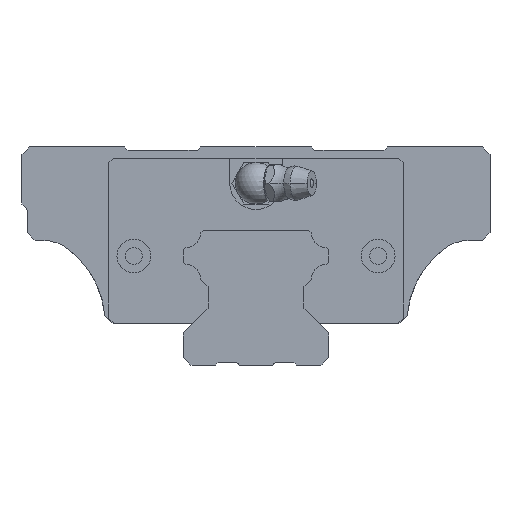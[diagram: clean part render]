
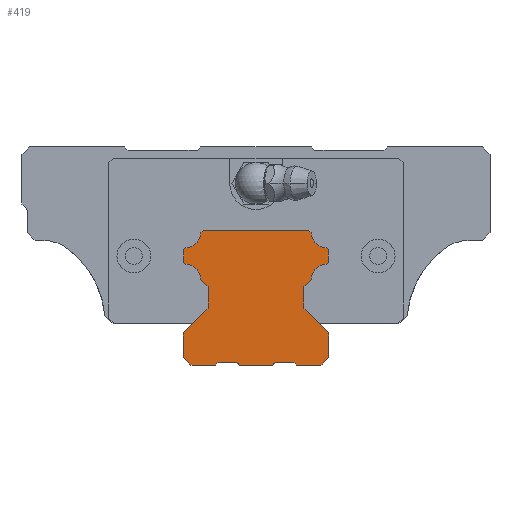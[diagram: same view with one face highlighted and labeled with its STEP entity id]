
A CAD part, front view. The second image highlights one B-rep face of the part: STEP entity #419.
In plain terms, the highlighted planar face has unit normal (0, -1, 0).
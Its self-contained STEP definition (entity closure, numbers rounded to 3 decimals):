
#419=ADVANCED_FACE('',(#949),#950,.T.);
#949=FACE_OUTER_BOUND('',#1560,.T.);
#950=PLANE('',#1561);
#1560=EDGE_LOOP('',(#3658,#3659,#3660,#3661,#3662,#3663,#3664,#3665,#3666,#3667,#3668,#3669,#3670,#3671,#3672,#3673,#3674,#3675,#3676,#3677,#3678,#3679,#3680,#3681,#3682,#3683,#3684,#3685,#3686,#3687,#3688,#3689));
#1561=AXIS2_PLACEMENT_3D('',#3690,#3691,#3692);
#3658=ORIENTED_EDGE('',*,*,#4466,.T.);
#3659=ORIENTED_EDGE('',*,*,#4467,.F.);
#3660=ORIENTED_EDGE('',*,*,#4403,.F.);
#3661=ORIENTED_EDGE('',*,*,#4338,.F.);
#3662=ORIENTED_EDGE('',*,*,#4468,.F.);
#3663=ORIENTED_EDGE('',*,*,#4422,.T.);
#3664=ORIENTED_EDGE('',*,*,#4371,.T.);
#3665=ORIENTED_EDGE('',*,*,#4411,.F.);
#3666=ORIENTED_EDGE('',*,*,#4400,.T.);
#3667=ORIENTED_EDGE('',*,*,#4458,.T.);
#3668=ORIENTED_EDGE('',*,*,#4439,.F.);
#3669=ORIENTED_EDGE('',*,*,#4445,.T.);
#3670=ORIENTED_EDGE('',*,*,#4390,.T.);
#3671=ORIENTED_EDGE('',*,*,#4395,.F.);
#3672=ORIENTED_EDGE('',*,*,#4374,.T.);
#3673=ORIENTED_EDGE('',*,*,#4461,.T.);
#3674=ORIENTED_EDGE('',*,*,#4415,.F.);
#3675=ORIENTED_EDGE('',*,*,#4426,.T.);
#3676=ORIENTED_EDGE('',*,*,#4408,.T.);
#3677=ORIENTED_EDGE('',*,*,#4432,.F.);
#3678=ORIENTED_EDGE('',*,*,#4446,.F.);
#3679=ORIENTED_EDGE('',*,*,#4393,.T.);
#3680=ORIENTED_EDGE('',*,*,#4413,.F.);
#3681=ORIENTED_EDGE('',*,*,#4460,.F.);
#3682=ORIENTED_EDGE('',*,*,#4469,.F.);
#3683=ORIENTED_EDGE('',*,*,#4387,.F.);
#3684=ORIENTED_EDGE('',*,*,#4397,.F.);
#3685=ORIENTED_EDGE('',*,*,#4465,.F.);
#3686=ORIENTED_EDGE('',*,*,#4470,.F.);
#3687=ORIENTED_EDGE('',*,*,#4471,.F.);
#3688=ORIENTED_EDGE('',*,*,#4334,.T.);
#3689=ORIENTED_EDGE('',*,*,#4472,.F.);
#3690=CARTESIAN_POINT('',(-13.679,-167.7,-18.021));
#3691=DIRECTION('',(0.0,-1.0,0.0));
#3692=DIRECTION('',(0.0,0.0,-1.0));
#4334=EDGE_CURVE('',#5432,#5430,#5433,.T.);
#4338=EDGE_CURVE('',#5438,#5440,#5441,.T.);
#4371=EDGE_CURVE('',#5503,#5501,#5504,.T.);
#4374=EDGE_CURVE('',#5508,#5506,#5509,.T.);
#4387=EDGE_CURVE('',#5525,#5527,#5528,.T.);
#4390=EDGE_CURVE('',#5532,#5530,#5533,.T.);
#4393=EDGE_CURVE('',#5537,#5535,#5538,.T.);
#4395=EDGE_CURVE('',#5508,#5530,#5540,.T.);
#4397=EDGE_CURVE('',#5541,#5525,#5543,.T.);
#4400=EDGE_CURVE('',#5547,#5545,#5548,.T.);
#4403=EDGE_CURVE('',#5440,#5551,#5552,.T.);
#4408=EDGE_CURVE('',#5555,#5557,#5559,.T.);
#4411=EDGE_CURVE('',#5547,#5501,#5562,.T.);
#4413=EDGE_CURVE('',#5563,#5535,#5565,.T.);
#4415=EDGE_CURVE('',#5566,#5568,#5569,.T.);
#4422=EDGE_CURVE('',#5578,#5503,#5579,.T.);
#4426=EDGE_CURVE('',#5566,#5555,#5584,.T.);
#4432=EDGE_CURVE('',#5591,#5557,#5593,.T.);
#4439=EDGE_CURVE('',#5602,#5604,#5605,.T.);
#4445=EDGE_CURVE('',#5602,#5532,#5612,.T.);
#4446=EDGE_CURVE('',#5537,#5591,#5613,.T.);
#4458=EDGE_CURVE('',#5545,#5604,#5628,.T.);
#4460=EDGE_CURVE('',#5629,#5563,#5631,.T.);
#4461=EDGE_CURVE('',#5506,#5568,#5632,.T.);
#4465=EDGE_CURVE('',#5635,#5541,#5637,.T.);
#4466=EDGE_CURVE('',#5638,#5639,#5640,.T.);
#4467=EDGE_CURVE('',#5551,#5639,#5641,.T.);
#4468=EDGE_CURVE('',#5578,#5438,#5642,.T.);
#4469=EDGE_CURVE('',#5527,#5629,#5643,.T.);
#4470=EDGE_CURVE('',#5644,#5635,#5645,.T.);
#4471=EDGE_CURVE('',#5432,#5644,#5646,.T.);
#4472=EDGE_CURVE('',#5638,#5430,#5647,.T.);
#5430=VERTEX_POINT('',#7167);
#5432=VERTEX_POINT('',#7170);
#5433=LINE('',#7171,#7172);
#5438=VERTEX_POINT('',#7178);
#5440=VERTEX_POINT('',#7181);
#5441=CIRCLE('',#7182,3.1);
#5501=VERTEX_POINT('',#7270);
#5503=VERTEX_POINT('',#7273);
#5504=LINE('',#7274,#7275);
#5506=VERTEX_POINT('',#7278);
#5508=VERTEX_POINT('',#7281);
#5509=LINE('',#7282,#7283);
#5525=VERTEX_POINT('',#7302);
#5527=VERTEX_POINT('',#7305);
#5528=LINE('',#7306,#7307);
#5530=VERTEX_POINT('',#7310);
#5532=VERTEX_POINT('',#7313);
#5533=LINE('',#7314,#7315);
#5535=VERTEX_POINT('',#7318);
#5537=VERTEX_POINT('',#7321);
#5538=LINE('',#7322,#7323);
#5540=LINE('',#7326,#7327);
#5541=VERTEX_POINT('',#7328);
#5543=LINE('',#7331,#7332);
#5545=VERTEX_POINT('',#7335);
#5547=VERTEX_POINT('',#7338);
#5548=LINE('',#7339,#7340);
#5551=VERTEX_POINT('',#7344);
#5552=LINE('',#7345,#7346);
#5555=VERTEX_POINT('',#7350);
#5557=VERTEX_POINT('',#7353);
#5559=LINE('',#7356,#7357);
#5562=CIRCLE('',#7360,3.1);
#5563=VERTEX_POINT('',#7361);
#5565=LINE('',#7364,#7365);
#5566=VERTEX_POINT('',#7366);
#5568=VERTEX_POINT('',#7369);
#5569=LINE('',#7370,#7371);
#5578=VERTEX_POINT('',#7384);
#5579=LINE('',#7385,#7386);
#5584=LINE('',#7393,#7394);
#5591=VERTEX_POINT('',#7403);
#5593=LINE('',#7406,#7407);
#5602=VERTEX_POINT('',#7419);
#5604=VERTEX_POINT('',#7422);
#5605=LINE('',#7423,#7424);
#5612=LINE('',#7433,#7434);
#5613=LINE('',#7435,#7436);
#5628=LINE('',#7454,#7455);
#5629=VERTEX_POINT('',#7456);
#5631=LINE('',#7459,#7460);
#5632=LINE('',#7461,#7462);
#5635=VERTEX_POINT('',#7465);
#5637=CIRCLE('',#7468,3.1);
#5638=VERTEX_POINT('',#7469);
#5639=VERTEX_POINT('',#7470);
#5640=LINE('',#7471,#7472);
#5641=LINE('',#7473,#7474);
#5642=LINE('',#7475,#7476);
#5643=LINE('',#7477,#7478);
#5644=VERTEX_POINT('',#7479);
#5645=LINE('',#7480,#7481);
#5646=LINE('',#7482,#7483);
#5647=CIRCLE('',#7484,3.1);
#7167=CARTESIAN_POINT('',(13.518,-167.7,-21.117));
#7170=CARTESIAN_POINT('',(13.93,-167.7,-21.529));
#7171=CARTESIAN_POINT('',(13.93,-167.7,-21.529));
#7172=VECTOR('',#8387,1000.0);
#7178=CARTESIAN_POINT('',(-13.518,-167.7,-21.117));
#7181=CARTESIAN_POINT('',(-10.583,-167.7,-18.182));
#7182=AXIS2_PLACEMENT_3D('',#8393,#8394,#8395);
#7270=CARTESIAN_POINT('',(-13.518,-167.7,-24.283));
#7273=CARTESIAN_POINT('',(-13.93,-167.7,-23.871));
#7274=CARTESIAN_POINT('',(-13.93,-167.7,-23.871));
#7275=VECTOR('',#8434,1000.0);
#7278=CARTESIAN_POINT('',(-7.3,-167.7,-43.2));
#7281=CARTESIAN_POINT('',(-7.8,-167.7,-43.7));
#7282=CARTESIAN_POINT('',(-7.8,-167.7,-43.7));
#7283=VECTOR('',#8437,1000.0);
#7302=CARTESIAN_POINT('',(9.23,-167.7,-28.571));
#7305=CARTESIAN_POINT('',(9.23,-167.7,-32.729));
#7306=CARTESIAN_POINT('',(9.23,-167.7,-28.571));
#7307=VECTOR('',#8466,1000.0);
#7310=CARTESIAN_POINT('',(-12.5,-167.7,-43.7));
#7313=CARTESIAN_POINT('',(-14.0,-167.7,-42.2));
#7314=CARTESIAN_POINT('',(-14.0,-167.7,-42.2));
#7315=VECTOR('',#8469,1000.0);
#7318=CARTESIAN_POINT('',(12.5,-167.7,-43.7));
#7321=CARTESIAN_POINT('',(7.8,-167.7,-43.7));
#7322=CARTESIAN_POINT('',(7.8,-167.7,-43.7));
#7323=VECTOR('',#8472,1000.0);
#7326=CARTESIAN_POINT('',(-7.8,-167.7,-43.7));
#7327=VECTOR('',#8474,1000.0);
#7328=CARTESIAN_POINT('',(10.583,-167.7,-27.218));
#7331=CARTESIAN_POINT('',(10.583,-167.7,-27.218));
#7332=VECTOR('',#8476,1000.0);
#7335=CARTESIAN_POINT('',(-9.23,-167.7,-28.571));
#7338=CARTESIAN_POINT('',(-10.583,-167.7,-27.218));
#7339=CARTESIAN_POINT('',(-10.583,-167.7,-27.218));
#7340=VECTOR('',#8479,1000.0);
#7344=CARTESIAN_POINT('',(-10.101,-167.7,-17.7));
#7345=CARTESIAN_POINT('',(-10.583,-167.7,-18.182));
#7346=VECTOR('',#8484,1000.0);
#7350=CARTESIAN_POINT('',(3.2,-167.7,-43.7));
#7353=CARTESIAN_POINT('',(3.7,-167.7,-43.2));
#7356=CARTESIAN_POINT('',(3.2,-167.7,-43.7));
#7357=VECTOR('',#8491,1000.0);
#7360=AXIS2_PLACEMENT_3D('',#8498,#8499,#8500);
#7361=CARTESIAN_POINT('',(14.0,-167.7,-42.2));
#7364=CARTESIAN_POINT('',(14.0,-167.7,-42.2));
#7365=VECTOR('',#8502,1000.0);
#7366=CARTESIAN_POINT('',(-3.2,-167.7,-43.7));
#7369=CARTESIAN_POINT('',(-3.7,-167.7,-43.2));
#7370=CARTESIAN_POINT('',(-3.2,-167.7,-43.7));
#7371=VECTOR('',#8504,1000.0);
#7384=CARTESIAN_POINT('',(-13.93,-167.7,-21.529));
#7385=CARTESIAN_POINT('',(-13.93,-167.7,-21.529));
#7386=VECTOR('',#8515,1000.0);
#7393=CARTESIAN_POINT('',(-3.2,-167.7,-43.7));
#7394=VECTOR('',#8521,1000.0);
#7403=CARTESIAN_POINT('',(7.3,-167.7,-43.2));
#7406=CARTESIAN_POINT('',(7.3,-167.7,-43.2));
#7407=VECTOR('',#8531,1000.0);
#7419=CARTESIAN_POINT('',(-14.0,-167.7,-37.499));
#7422=CARTESIAN_POINT('',(-9.23,-167.7,-32.729));
#7423=CARTESIAN_POINT('',(-14.0,-167.7,-37.499));
#7424=VECTOR('',#8542,1000.0);
#7433=CARTESIAN_POINT('',(-14.0,-167.7,-37.499));
#7434=VECTOR('',#8554,1000.0);
#7435=CARTESIAN_POINT('',(7.8,-167.7,-43.7));
#7436=VECTOR('',#8555,1000.0);
#7454=CARTESIAN_POINT('',(-9.23,-167.7,-28.571));
#7455=VECTOR('',#8583,1000.0);
#7456=CARTESIAN_POINT('',(14.0,-167.7,-37.499));
#7459=CARTESIAN_POINT('',(14.0,-167.7,-37.499));
#7460=VECTOR('',#8585,1000.0);
#7461=CARTESIAN_POINT('',(-7.3,-167.7,-43.2));
#7462=VECTOR('',#8586,1000.0);
#7465=CARTESIAN_POINT('',(13.518,-167.7,-24.283));
#7468=AXIS2_PLACEMENT_3D('',#8594,#8595,#8596);
#7469=CARTESIAN_POINT('',(10.583,-167.7,-18.182));
#7470=CARTESIAN_POINT('',(10.101,-167.7,-17.7));
#7471=CARTESIAN_POINT('',(10.583,-167.7,-18.182));
#7472=VECTOR('',#8597,1000.0);
#7473=CARTESIAN_POINT('',(-10.171,-167.7,-17.7));
#7474=VECTOR('',#8598,1000.0);
#7475=CARTESIAN_POINT('',(-13.93,-167.7,-21.529));
#7476=VECTOR('',#8599,1000.0);
#7477=CARTESIAN_POINT('',(9.23,-167.7,-32.729));
#7478=VECTOR('',#8600,1000.0);
#7479=CARTESIAN_POINT('',(13.93,-167.7,-23.871));
#7480=CARTESIAN_POINT('',(13.93,-167.7,-23.871));
#7481=VECTOR('',#8601,1000.0);
#7482=CARTESIAN_POINT('',(13.93,-167.7,-21.529));
#7483=VECTOR('',#8602,1000.0);
#7484=AXIS2_PLACEMENT_3D('',#8603,#8604,#8605);
#8387=DIRECTION('',(-0.707,0.0,0.707));
#8393=CARTESIAN_POINT('',(-13.679,-167.7,-18.021));
#8394=DIRECTION('',(0.0,-1.0,0.0));
#8395=DIRECTION('',(1.0,0.0,0.0));
#8434=DIRECTION('',(0.707,0.0,-0.707));
#8437=DIRECTION('',(0.707,0.0,0.707));
#8466=DIRECTION('',(0.0,0.0,-1.0));
#8469=DIRECTION('',(0.707,0.0,-0.707));
#8472=DIRECTION('',(1.0,0.0,0.0));
#8474=DIRECTION('',(-1.0,0.0,0.0));
#8476=DIRECTION('',(-0.707,0.0,-0.707));
#8479=DIRECTION('',(0.707,0.0,-0.707));
#8484=DIRECTION('',(0.707,0.0,0.707));
#8491=DIRECTION('',(0.707,0.0,0.707));
#8498=CARTESIAN_POINT('',(-13.679,-167.7,-27.379));
#8499=DIRECTION('',(0.0,-1.0,0.0));
#8500=DIRECTION('',(1.0,0.0,0.0));
#8502=DIRECTION('',(-0.707,0.0,-0.707));
#8504=DIRECTION('',(-0.707,0.0,0.707));
#8515=DIRECTION('',(0.0,0.0,-1.0));
#8521=DIRECTION('',(1.0,0.0,0.0));
#8531=DIRECTION('',(-1.0,0.0,0.0));
#8542=DIRECTION('',(0.707,0.0,0.707));
#8554=DIRECTION('',(0.0,0.0,-1.0));
#8555=DIRECTION('',(-0.707,0.0,0.707));
#8583=DIRECTION('',(0.0,0.0,-1.0));
#8585=DIRECTION('',(0.0,0.0,-1.0));
#8586=DIRECTION('',(1.0,0.0,0.0));
#8594=CARTESIAN_POINT('',(13.679,-167.7,-27.379));
#8595=DIRECTION('',(0.0,-1.0,0.0));
#8596=DIRECTION('',(1.0,0.0,0.0));
#8597=DIRECTION('',(-0.707,0.0,0.707));
#8598=DIRECTION('',(1.0,0.0,0.0));
#8599=DIRECTION('',(0.707,0.0,0.707));
#8600=DIRECTION('',(0.707,0.0,-0.707));
#8601=DIRECTION('',(-0.707,0.0,-0.707));
#8602=DIRECTION('',(0.0,0.0,-1.0));
#8603=CARTESIAN_POINT('',(13.679,-167.7,-18.021));
#8604=DIRECTION('',(0.0,-1.0,0.0));
#8605=DIRECTION('',(1.0,0.0,0.0));
